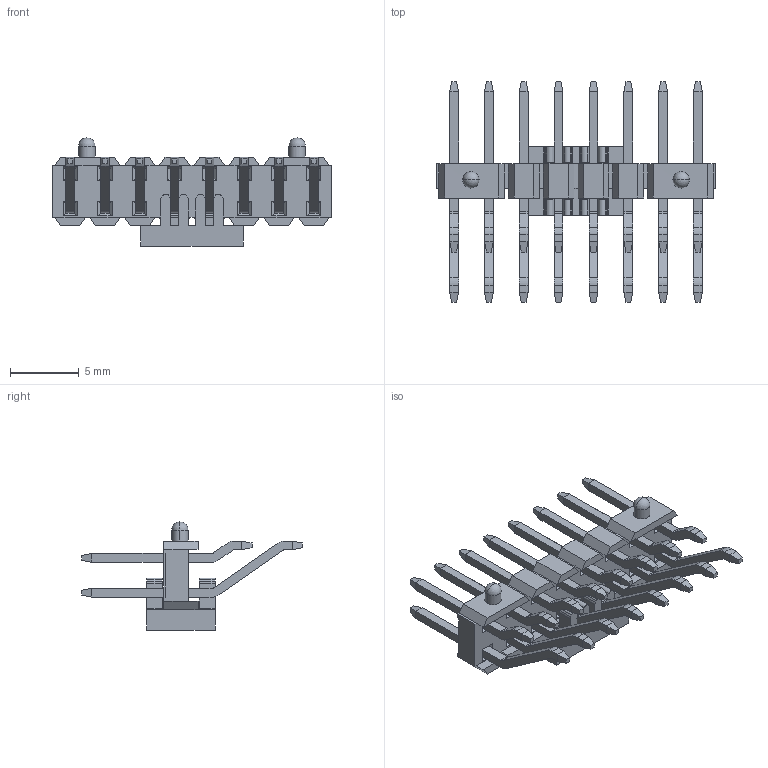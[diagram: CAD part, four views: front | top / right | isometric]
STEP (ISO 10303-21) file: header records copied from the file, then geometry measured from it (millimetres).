
FILE_DESCRIPTION( ('This file contains a STEP AP42 implementation' ,'as created by ZW3D STEP Interface translator.') ,'2;1' );
FILE_NAME( '1125-12XXXXZXXXXXXX(湍翐).stp' ,'23 329.162742', (''), ('ZWCAD Software Co.'), 'Version 1.0', 'ZW3D to STEP translator', '' );
FILE_SCHEMA(('AUTOMOTIVE_DESIGN { 1 0 10303 214 1 1 1 1 }'));
Length unit declared in the file: millimetre
Products named in the file (2): 0; 1125-1220XXZ131XXXX(拸翐)
Bounding box: 20.32 x 16.12 x 7.89 mm (x, y, z)
Volume: 338.7 mm3; surface area: 1200.7 mm2
Topology: 18 solids, 18 shells, 695 faces, 1732 edges, 1078 vertices
Faces by surface type: plane 595, cylinder 96, sphere 4
Entity records: 20864 total; most frequent: CARTESIAN_POINT 3502, ORIENTED_EDGE 3456, DIRECTION 3316, EDGE_CURVE 1728, VECTOR 1532, LINE 1532, VERTEX_POINT 1078, AXIS2_PLACEMENT_3D 892
